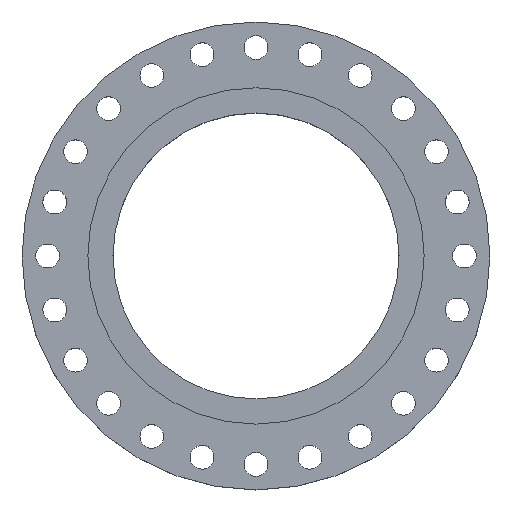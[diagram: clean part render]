
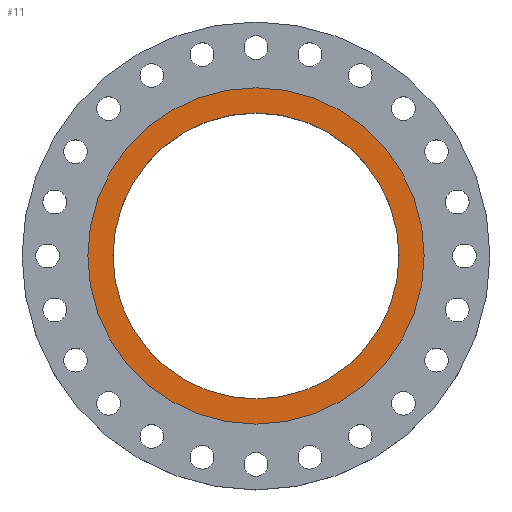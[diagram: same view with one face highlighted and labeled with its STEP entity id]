
A CAD part, top view. The second image highlights one B-rep face of the part: STEP entity #11.
In plain terms, the highlighted planar face has unit normal (0, 0, 1).
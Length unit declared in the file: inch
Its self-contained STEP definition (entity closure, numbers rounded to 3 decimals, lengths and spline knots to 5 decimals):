
#11 = ADVANCED_FACE ( 'NONE', ( #1323, #1346 ), #586, .F. ) ;
#112 = VERTEX_POINT ( 'NONE', #2135 ) ;
#161 = CIRCLE ( 'NONE', #232, 9.78125 ) ;
#164 = ORIENTED_EDGE ( 'NONE', *, *, #2299, .T. ) ;
#200 = EDGE_LOOP ( 'NONE', ( #1585, #164 ) ) ;
#208 = DIRECTION ( 'NONE',  ( -1., 0., 0. ) ) ;
#232 = AXIS2_PLACEMENT_3D ( 'NONE', #1156, #2086, #277 ) ;
#277 = DIRECTION ( 'NONE',  ( 1., 0., 0. ) ) ;
#341 = CARTESIAN_POINT ( 'NONE',  ( -9.78125, 0., 0. ) ) ;
#358 = DIRECTION ( 'NONE',  ( 0., 0., 1. ) ) ;
#368 = AXIS2_PLACEMENT_3D ( 'NONE', #1117, #358, #551 ) ;
#379 = VERTEX_POINT ( 'NONE', #1261 ) ;
#464 = ORIENTED_EDGE ( 'NONE', *, *, #1359, .F. ) ;
#483 = EDGE_CURVE ( 'NONE', #697, #1076, #1764, .T. ) ;
#551 = DIRECTION ( 'NONE',  ( 1., 0., 0. ) ) ;
#586 = PLANE ( 'NONE',  #1934 ) ;
#633 = DIRECTION ( 'NONE',  ( 1., 0., 0. ) ) ;
#638 = DIRECTION ( 'NONE',  ( 0., 0., 1. ) ) ;
#680 = DIRECTION ( 'NONE',  ( 0., 0., 1. ) ) ;
#697 = VERTEX_POINT ( 'NONE', #341 ) ;
#883 = ORIENTED_EDGE ( 'NONE', *, *, #483, .F. ) ;
#1076 = VERTEX_POINT ( 'NONE', #1958 ) ;
#1117 = CARTESIAN_POINT ( 'NONE',  ( 0., 0., 0. ) ) ;
#1156 = CARTESIAN_POINT ( 'NONE',  ( 0., 0., 0. ) ) ;
#1261 = CARTESIAN_POINT ( 'NONE',  ( -11.5, 0., 0. ) ) ;
#1323 = FACE_BOUND ( 'NONE', #1794, .T. ) ;
#1326 = CIRCLE ( 'NONE', #2236, 11.5 ) ;
#1346 = FACE_OUTER_BOUND ( 'NONE', #200, .T. ) ;
#1356 = DIRECTION ( 'NONE',  ( 1., 0., 0. ) ) ;
#1359 = EDGE_CURVE ( 'NONE', #1076, #697, #161, .T. ) ;
#1564 = CIRCLE ( 'NONE', #368, 11.5 ) ;
#1581 = CARTESIAN_POINT ( 'NONE',  ( 0., 0., 0. ) ) ;
#1585 = ORIENTED_EDGE ( 'NONE', *, *, #2084, .T. ) ;
#1764 = CIRCLE ( 'NONE', #2020, 9.78125 ) ;
#1794 = EDGE_LOOP ( 'NONE', ( #464, #883 ) ) ;
#1934 = AXIS2_PLACEMENT_3D ( 'NONE', #2058, #2035, #208 ) ;
#1958 = CARTESIAN_POINT ( 'NONE',  ( 9.78125, 0., 0. ) ) ;
#2020 = AXIS2_PLACEMENT_3D ( 'NONE', #1581, #680, #633 ) ;
#2035 = DIRECTION ( 'NONE',  ( 0., 0., -1. ) ) ;
#2058 = CARTESIAN_POINT ( 'NONE',  ( 0., 9.78125, 0. ) ) ;
#2084 = EDGE_CURVE ( 'NONE', #112, #379, #1564, .T. ) ;
#2086 = DIRECTION ( 'NONE',  ( 0., 0., 1. ) ) ;
#2135 = CARTESIAN_POINT ( 'NONE',  ( 11.5, 0., 0. ) ) ;
#2236 = AXIS2_PLACEMENT_3D ( 'NONE', #2261, #638, #1356 ) ;
#2261 = CARTESIAN_POINT ( 'NONE',  ( 0., 0., 0. ) ) ;
#2299 = EDGE_CURVE ( 'NONE', #379, #112, #1326, .T. ) ;
